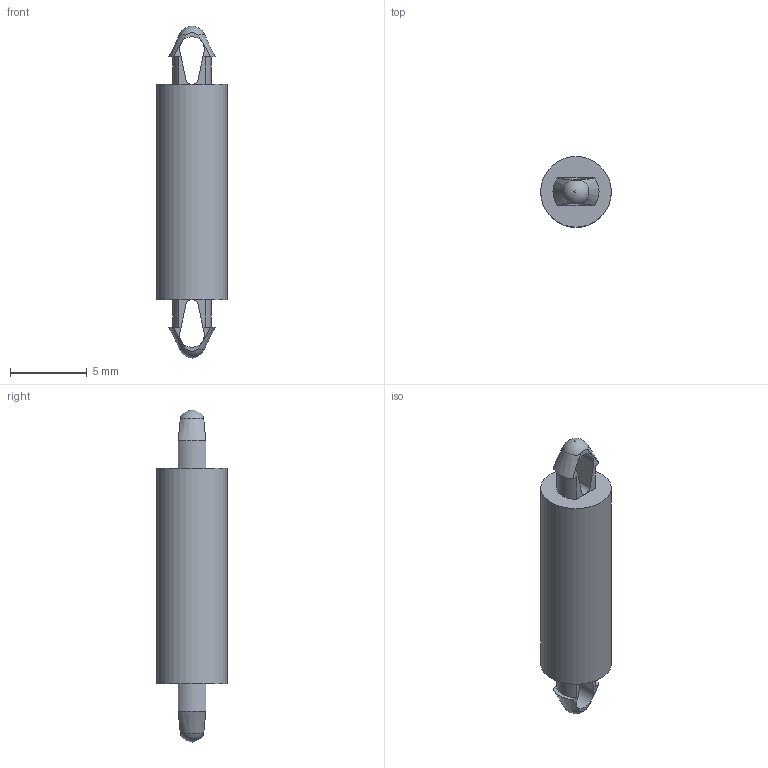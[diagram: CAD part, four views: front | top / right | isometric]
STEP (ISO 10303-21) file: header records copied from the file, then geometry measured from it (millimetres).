
FILE_DESCRIPTION(/* description */ ('Unknown'),/* implementation_level */ '2;1');
FILE_NAME(/* name */ '709670140',/* time_stamp */ '2019-01-03T15:37:50+01:00',/* author */ ('Unknown'),/* organization */ ('Unknown'),/* preprocessor_version */ 'ST-DEVELOPER v16.7',/* originating_system */ 'DEX',/* authorisation */ $);
FILE_SCHEMA (('AUTOMOTIVE_DESIGN {1 0 10303 214 3 1 1}'));
Length unit declared in the file: millimetre
Products named in the file (1): 709670140
Bounding box: 4.6 x 4.6 x 21.6 mm (x, y, z)
Volume: 246 mm3; surface area: 295.7 mm2
Topology: 1 solids, 1 shells, 37 faces, 105 edges, 66 vertices
Faces by surface type: plane 22, cylinder 9, cone 4, torus 2
Full cylindrical faces by diameter (mm): 4.6 x1
Entity records: 1212 total; most frequent: CARTESIAN_POINT 248, ORIENTED_EDGE 196, DIRECTION 192, EDGE_CURVE 98, AXIS2_PLACEMENT_3D 68, VERTEX_POINT 64, LINE 56, VECTOR 56
